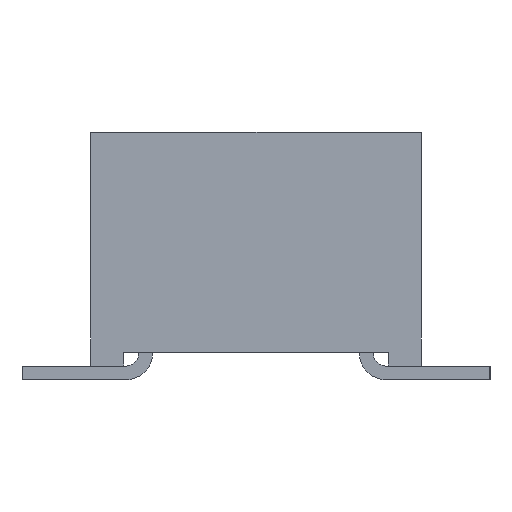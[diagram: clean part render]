
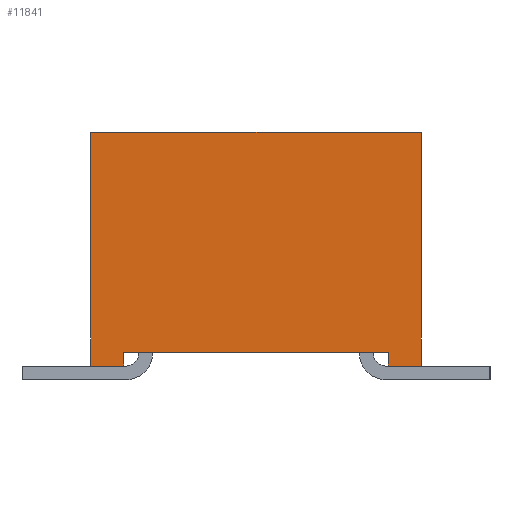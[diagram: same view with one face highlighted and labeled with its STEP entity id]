
A CAD part, left-side view. The second image highlights one B-rep face of the part: STEP entity #11841.
In plain terms, the highlighted planar face has unit normal (-1, 0, 0).
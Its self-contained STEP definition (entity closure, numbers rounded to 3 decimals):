
#11841 = ADVANCED_FACE('',(#11842),#11908,.F.);
#11842 = FACE_BOUND('',#11843,.T.);
#11843 = EDGE_LOOP('',(#11844,#11854,#11862,#11870,#11878,#11886,#11894,
    #11902));
#11844 = ORIENTED_EDGE('',*,*,#11845,.T.);
#11845 = EDGE_CURVE('',#11846,#11848,#11850,.T.);
#11846 = VERTEX_POINT('',#11847);
#11847 = CARTESIAN_POINT('',(-28.156,-1.219,0.277));
#11848 = VERTEX_POINT('',#11849);
#11849 = CARTESIAN_POINT('',(-28.156,-1.219,0.15));
#11850 = LINE('',#11851,#11852);
#11851 = CARTESIAN_POINT('',(-28.156,-1.219,0.277));
#11852 = VECTOR('',#11853,1.);
#11853 = DIRECTION('',(0.,0.,-1.));
#11854 = ORIENTED_EDGE('',*,*,#11855,.T.);
#11855 = EDGE_CURVE('',#11848,#11856,#11858,.T.);
#11856 = VERTEX_POINT('',#11857);
#11857 = CARTESIAN_POINT('',(-28.156,-1.524,0.15));
#11858 = LINE('',#11859,#11860);
#11859 = CARTESIAN_POINT('',(-28.156,1.524,0.15));
#11860 = VECTOR('',#11861,1.);
#11861 = DIRECTION('',(0.,-1.,0.));
#11862 = ORIENTED_EDGE('',*,*,#11863,.F.);
#11863 = EDGE_CURVE('',#11864,#11856,#11866,.T.);
#11864 = VERTEX_POINT('',#11865);
#11865 = CARTESIAN_POINT('',(-28.156,-1.524,2.309));
#11866 = LINE('',#11867,#11868);
#11867 = CARTESIAN_POINT('',(-28.156,-1.524,2.309));
#11868 = VECTOR('',#11869,1.);
#11869 = DIRECTION('',(0.,0.,-1.));
#11870 = ORIENTED_EDGE('',*,*,#11871,.F.);
#11871 = EDGE_CURVE('',#11872,#11864,#11874,.T.);
#11872 = VERTEX_POINT('',#11873);
#11873 = CARTESIAN_POINT('',(-28.156,1.524,2.309));
#11874 = LINE('',#11875,#11876);
#11875 = CARTESIAN_POINT('',(-28.156,1.524,2.309));
#11876 = VECTOR('',#11877,1.);
#11877 = DIRECTION('',(0.,-1.,0.));
#11878 = ORIENTED_EDGE('',*,*,#11879,.T.);
#11879 = EDGE_CURVE('',#11872,#11880,#11882,.T.);
#11880 = VERTEX_POINT('',#11881);
#11881 = CARTESIAN_POINT('',(-28.156,1.524,0.15));
#11882 = LINE('',#11883,#11884);
#11883 = CARTESIAN_POINT('',(-28.156,1.524,2.309));
#11884 = VECTOR('',#11885,1.);
#11885 = DIRECTION('',(0.,0.,-1.));
#11886 = ORIENTED_EDGE('',*,*,#11887,.T.);
#11887 = EDGE_CURVE('',#11880,#11888,#11890,.T.);
#11888 = VERTEX_POINT('',#11889);
#11889 = CARTESIAN_POINT('',(-28.156,1.219,0.15));
#11890 = LINE('',#11891,#11892);
#11891 = CARTESIAN_POINT('',(-28.156,1.524,0.15));
#11892 = VECTOR('',#11893,1.);
#11893 = DIRECTION('',(0.,-1.,0.));
#11894 = ORIENTED_EDGE('',*,*,#11895,.T.);
#11895 = EDGE_CURVE('',#11888,#11896,#11898,.T.);
#11896 = VERTEX_POINT('',#11897);
#11897 = CARTESIAN_POINT('',(-28.156,1.219,0.277));
#11898 = LINE('',#11899,#11900);
#11899 = CARTESIAN_POINT('',(-28.156,1.219,0.023));
#11900 = VECTOR('',#11901,1.);
#11901 = DIRECTION('',(0.,0.,1.));
#11902 = ORIENTED_EDGE('',*,*,#11903,.T.);
#11903 = EDGE_CURVE('',#11896,#11846,#11904,.T.);
#11904 = LINE('',#11905,#11906);
#11905 = CARTESIAN_POINT('',(-28.156,1.219,0.277));
#11906 = VECTOR('',#11907,1.);
#11907 = DIRECTION('',(0.,-1.,0.));
#11908 = PLANE('',#11909);
#11909 = AXIS2_PLACEMENT_3D('',#11910,#11911,#11912);
#11910 = CARTESIAN_POINT('',(-28.156,1.524,2.309));
#11911 = DIRECTION('',(1.,0.,0.));
#11912 = DIRECTION('',(0.,1.,0.));
